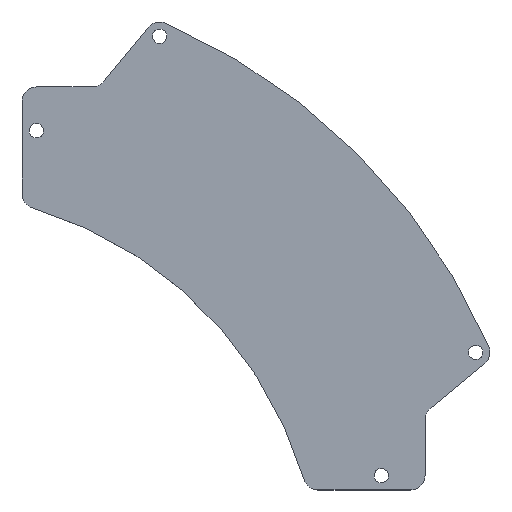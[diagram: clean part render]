
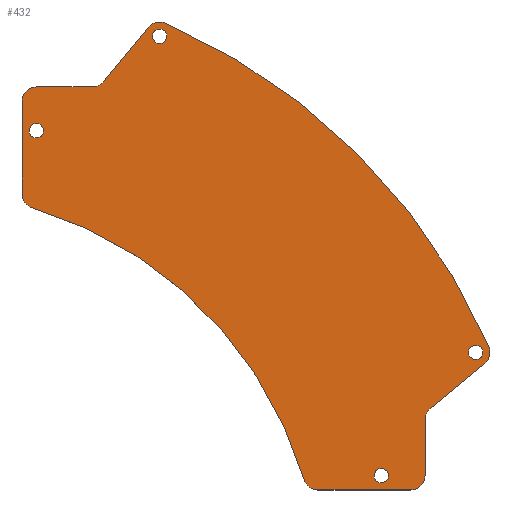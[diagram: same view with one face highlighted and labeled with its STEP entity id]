
A CAD part, top view. The second image highlights one B-rep face of the part: STEP entity #432.
In plain terms, the highlighted planar face has unit normal (0, 0, 1).
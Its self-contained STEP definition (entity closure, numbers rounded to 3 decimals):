
#18=FACE_BOUND('',#77,.T.);
#19=FACE_BOUND('',#78,.T.);
#20=FACE_BOUND('',#79,.T.);
#21=FACE_BOUND('',#80,.T.);
#32=PLANE('',#505);
#54=FACE_OUTER_BOUND('',#76,.T.);
#76=EDGE_LOOP('',(#358,#359,#360,#361,#362,#363,#364,#365,#366,#367,#368,
#369,#370,#371,#372,#373));
#77=EDGE_LOOP('',(#374));
#78=EDGE_LOOP('',(#375));
#79=EDGE_LOOP('',(#376));
#80=EDGE_LOOP('',(#377));
#95=LINE('',#691,#127);
#99=LINE('',#703,#131);
#103=LINE('',#715,#135);
#109=LINE('',#739,#141);
#113=LINE('',#751,#145);
#117=LINE('',#761,#149);
#127=VECTOR('',#562,10.);
#131=VECTOR('',#574,10.);
#135=VECTOR('',#586,10.);
#141=VECTOR('',#612,10.);
#145=VECTOR('',#624,10.);
#149=VECTOR('',#636,10.);
#150=CIRCLE('',#458,1.);
#152=CIRCLE('',#461,1.);
#154=CIRCLE('',#464,1.);
#156=CIRCLE('',#467,1.);
#159=CIRCLE('',#471,2.);
#161=CIRCLE('',#474,56.);
#163=CIRCLE('',#477,2.);
#165=CIRCLE('',#481,2.);
#167=CIRCLE('',#485,2.);
#169=CIRCLE('',#489,2.);
#171=CIRCLE('',#492,86.5);
#173=CIRCLE('',#495,2.);
#175=CIRCLE('',#499,2.);
#177=CIRCLE('',#503,2.);
#178=VERTEX_POINT('',#643);
#180=VERTEX_POINT('',#649);
#182=VERTEX_POINT('',#655);
#184=VERTEX_POINT('',#661);
#188=VERTEX_POINT('',#670);
#189=VERTEX_POINT('',#672);
#191=VERTEX_POINT('',#678);
#193=VERTEX_POINT('',#684);
#195=VERTEX_POINT('',#690);
#197=VERTEX_POINT('',#696);
#199=VERTEX_POINT('',#702);
#201=VERTEX_POINT('',#708);
#203=VERTEX_POINT('',#714);
#205=VERTEX_POINT('',#720);
#207=VERTEX_POINT('',#726);
#209=VERTEX_POINT('',#732);
#211=VERTEX_POINT('',#738);
#213=VERTEX_POINT('',#744);
#215=VERTEX_POINT('',#750);
#217=VERTEX_POINT('',#756);
#218=EDGE_CURVE('',#178,#178,#150,.T.);
#221=EDGE_CURVE('',#180,#180,#152,.T.);
#224=EDGE_CURVE('',#182,#182,#154,.T.);
#227=EDGE_CURVE('',#184,#184,#156,.T.);
#232=EDGE_CURVE('',#189,#188,#159,.T.);
#235=EDGE_CURVE('',#191,#189,#161,.T.);
#238=EDGE_CURVE('',#193,#191,#163,.T.);
#241=EDGE_CURVE('',#195,#193,#95,.T.);
#244=EDGE_CURVE('',#197,#195,#165,.T.);
#247=EDGE_CURVE('',#199,#197,#99,.T.);
#250=EDGE_CURVE('',#201,#199,#167,.T.);
#253=EDGE_CURVE('',#203,#201,#103,.T.);
#256=EDGE_CURVE('',#205,#203,#169,.T.);
#259=EDGE_CURVE('',#207,#205,#171,.T.);
#262=EDGE_CURVE('',#209,#207,#173,.T.);
#265=EDGE_CURVE('',#211,#209,#109,.T.);
#268=EDGE_CURVE('',#213,#211,#175,.T.);
#271=EDGE_CURVE('',#215,#213,#113,.T.);
#274=EDGE_CURVE('',#217,#215,#177,.T.);
#277=EDGE_CURVE('',#188,#217,#117,.T.);
#358=ORIENTED_EDGE('',*,*,#277,.T.);
#359=ORIENTED_EDGE('',*,*,#274,.T.);
#360=ORIENTED_EDGE('',*,*,#271,.T.);
#361=ORIENTED_EDGE('',*,*,#268,.T.);
#362=ORIENTED_EDGE('',*,*,#265,.T.);
#363=ORIENTED_EDGE('',*,*,#262,.T.);
#364=ORIENTED_EDGE('',*,*,#259,.T.);
#365=ORIENTED_EDGE('',*,*,#256,.T.);
#366=ORIENTED_EDGE('',*,*,#253,.T.);
#367=ORIENTED_EDGE('',*,*,#250,.T.);
#368=ORIENTED_EDGE('',*,*,#247,.T.);
#369=ORIENTED_EDGE('',*,*,#244,.T.);
#370=ORIENTED_EDGE('',*,*,#241,.T.);
#371=ORIENTED_EDGE('',*,*,#238,.T.);
#372=ORIENTED_EDGE('',*,*,#235,.T.);
#373=ORIENTED_EDGE('',*,*,#232,.T.);
#374=ORIENTED_EDGE('',*,*,#227,.T.);
#375=ORIENTED_EDGE('',*,*,#224,.T.);
#376=ORIENTED_EDGE('',*,*,#221,.T.);
#377=ORIENTED_EDGE('',*,*,#218,.T.);
#432=ADVANCED_FACE('',(#54,#18,#19,#20,#21),#32,.T.);
#458=AXIS2_PLACEMENT_3D('',#644,#511,#512);
#461=AXIS2_PLACEMENT_3D('',#650,#518,#519);
#464=AXIS2_PLACEMENT_3D('',#656,#525,#526);
#467=AXIS2_PLACEMENT_3D('',#662,#532,#533);
#471=AXIS2_PLACEMENT_3D('',#673,#542,#543);
#474=AXIS2_PLACEMENT_3D('',#679,#549,#550);
#477=AXIS2_PLACEMENT_3D('',#685,#556,#557);
#481=AXIS2_PLACEMENT_3D('',#697,#568,#569);
#485=AXIS2_PLACEMENT_3D('',#709,#580,#581);
#489=AXIS2_PLACEMENT_3D('',#721,#592,#593);
#492=AXIS2_PLACEMENT_3D('',#727,#599,#600);
#495=AXIS2_PLACEMENT_3D('',#733,#606,#607);
#499=AXIS2_PLACEMENT_3D('',#745,#618,#619);
#503=AXIS2_PLACEMENT_3D('',#757,#630,#631);
#505=AXIS2_PLACEMENT_3D('',#762,#637,#638);
#511=DIRECTION('center_axis',(0.,0.,-1.));
#512=DIRECTION('ref_axis',(-1.,0.,0.));
#518=DIRECTION('center_axis',(0.,0.,-1.));
#519=DIRECTION('ref_axis',(-1.,0.,0.));
#525=DIRECTION('center_axis',(0.,0.,-1.));
#526=DIRECTION('ref_axis',(-1.,0.,0.));
#532=DIRECTION('center_axis',(0.,0.,-1.));
#533=DIRECTION('ref_axis',(-1.,0.,0.));
#542=DIRECTION('center_axis',(0.,0.,1.));
#543=DIRECTION('ref_axis',(-0.959,-0.284,0.));
#549=DIRECTION('center_axis',(0.,0.,-1.));
#550=DIRECTION('ref_axis',(-0.959,-0.284,0.));
#556=DIRECTION('center_axis',(0.,0.,1.));
#557=DIRECTION('ref_axis',(-1.,0.,0.));
#562=DIRECTION('',(0.,-1.,0.));
#568=DIRECTION('center_axis',(0.,0.,1.));
#569=DIRECTION('ref_axis',(0.,1.,0.));
#574=DIRECTION('',(-1.,0.,0.));
#580=DIRECTION('center_axis',(0.,0.,-1.));
#581=DIRECTION('ref_axis',(0.,1.,0.));
#586=DIRECTION('',(-0.637,-0.771,0.));
#592=DIRECTION('center_axis',(0.,0.,1.));
#593=DIRECTION('ref_axis',(0.398,0.917,0.));
#599=DIRECTION('center_axis',(0.,0.,1.));
#600=DIRECTION('ref_axis',(0.917,0.398,0.));
#606=DIRECTION('center_axis',(0.,0.,1.));
#607=DIRECTION('ref_axis',(0.637,-0.771,0.));
#612=DIRECTION('',(0.771,0.637,0.));
#618=DIRECTION('center_axis',(0.,0.,-1.));
#619=DIRECTION('ref_axis',(0.637,-0.771,0.));
#624=DIRECTION('',(0.,1.,0.));
#630=DIRECTION('center_axis',(0.,0.,1.));
#631=DIRECTION('ref_axis',(0.,-1.,0.));
#636=DIRECTION('',(1.,0.,0.));
#637=DIRECTION('center_axis',(0.,0.,1.));
#638=DIRECTION('ref_axis',(1.,0.,0.));
#643=CARTESIAN_POINT('',(48.92,-47.92,1.6));
#644=CARTESIAN_POINT('Origin',(47.92,-47.92,1.6));
#649=CARTESIAN_POINT('',(1.,0.,1.6));
#650=CARTESIAN_POINT('Origin',(0.,0.,
1.6));
#655=CARTESIAN_POINT('',(62.026,-30.806,1.6));
#656=CARTESIAN_POINT('Origin',(61.026,-30.806,1.6));
#661=CARTESIAN_POINT('',(18.115,13.106,1.6));
#662=CARTESIAN_POINT('Origin',(17.115,13.106,1.6));
#670=CARTESIAN_POINT('',(39.104,-49.92,1.6));
#672=CARTESIAN_POINT('',(37.186,-48.489,1.6));
#673=CARTESIAN_POINT('Origin',(39.104,-47.92,1.6));
#678=CARTESIAN_POINT('',(-0.569,-10.734,1.6));
#679=CARTESIAN_POINT('Origin',(-16.5,-64.42,1.6));
#684=CARTESIAN_POINT('',(-2.,-8.817,1.6));
#685=CARTESIAN_POINT('Origin',(0.,-8.817,1.6));
#690=CARTESIAN_POINT('',(-2.,4.08,1.6));
#691=CARTESIAN_POINT('',(-2.,4.08,1.6));
#696=CARTESIAN_POINT('',(0.,6.08,1.6));
#697=CARTESIAN_POINT('Origin',(0.,4.08,1.6));
#702=CARTESIAN_POINT('',(7.771,6.08,1.6));
#703=CARTESIAN_POINT('',(7.771,6.08,1.6));
#708=CARTESIAN_POINT('',(9.312,6.805,1.6));
#709=CARTESIAN_POINT('Origin',(7.771,8.08,1.6));
#714=CARTESIAN_POINT('',(15.573,14.38,1.6));
#715=CARTESIAN_POINT('',(15.573,14.38,1.6));
#720=CARTESIAN_POINT('',(17.91,14.941,1.6));
#721=CARTESIAN_POINT('Origin',(17.115,13.106,1.6));
#726=CARTESIAN_POINT('',(62.861,-30.01,1.6));
#727=CARTESIAN_POINT('Origin',(-16.5,-64.42,1.6));
#732=CARTESIAN_POINT('',(62.3,-32.347,1.6));
#733=CARTESIAN_POINT('Origin',(61.026,-30.806,1.6));
#738=CARTESIAN_POINT('',(54.726,-38.608,1.6));
#739=CARTESIAN_POINT('',(54.726,-38.608,1.6));
#744=CARTESIAN_POINT('',(54.,-40.15,1.6));
#745=CARTESIAN_POINT('Origin',(56.,-40.15,1.6));
#750=CARTESIAN_POINT('',(54.,-47.92,1.6));
#751=CARTESIAN_POINT('',(54.,-47.92,1.6));
#756=CARTESIAN_POINT('',(52.,-49.92,1.6));
#757=CARTESIAN_POINT('Origin',(52.,-47.92,1.6));
#761=CARTESIAN_POINT('',(39.104,-49.92,1.6));
#762=CARTESIAN_POINT('Origin',(30.513,-17.407,1.6));
